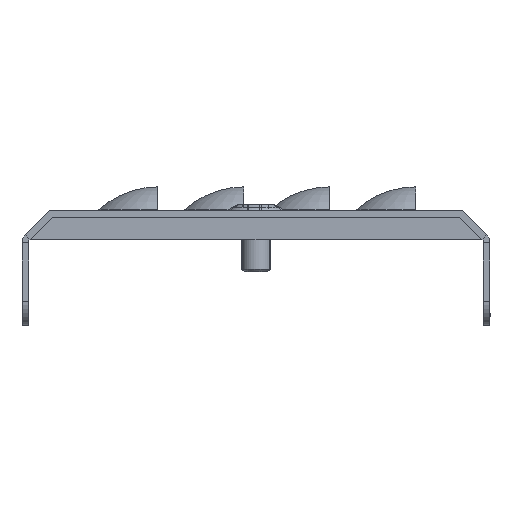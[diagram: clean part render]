
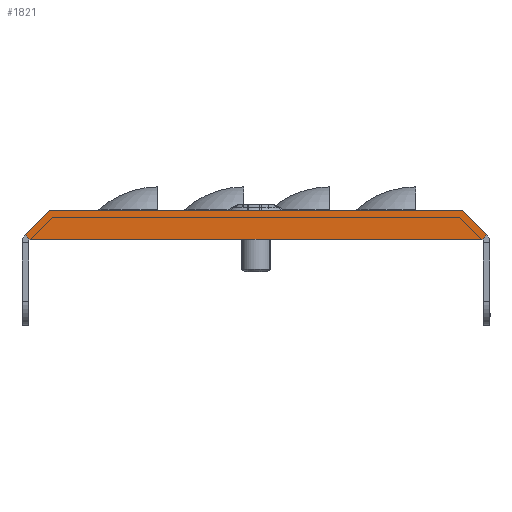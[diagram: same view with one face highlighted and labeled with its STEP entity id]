
A CAD part, left-side view. The second image highlights one B-rep face of the part: STEP entity #1821.
In plain terms, the highlighted planar face has unit normal (-1, 0, 0).
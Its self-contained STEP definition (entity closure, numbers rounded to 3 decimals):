
#432 = ORIENTED_EDGE ( 'NONE', *, *, #2581, .T. ) ;
#1068 = VECTOR ( 'NONE', #5107, 1000. ) ;
#1108 = LINE ( 'NONE', #9767, #11472 ) ;
#1364 = FACE_OUTER_BOUND ( 'NONE', #17974, .T. ) ;
#1716 = VECTOR ( 'NONE', #4554, 1000. ) ;
#1821 = ADVANCED_FACE ( 'NONE', ( #1364 ), #20719, .F. ) ;
#2581 = EDGE_CURVE ( 'NONE', #7503, #11509, #19013, .T. ) ;
#2933 = CARTESIAN_POINT ( 'NONE',  ( -995., -92.356, 0. ) ) ;
#3418 = ORIENTED_EDGE ( 'NONE', *, *, #9758, .T. ) ;
#4066 = VERTEX_POINT ( 'NONE', #9121 ) ;
#4296 = EDGE_CURVE ( 'NONE', #8078, #21077, #17077, .T. ) ;
#4451 = LINE ( 'NONE', #14943, #1716 ) ;
#4554 = DIRECTION ( 'NONE',  ( 0., 1., 0. ) ) ;
#4748 = CARTESIAN_POINT ( 'NONE',  ( -995., -96.249, -6.037 ) ) ;
#5107 = DIRECTION ( 'NONE',  ( 0., -1., 0. ) ) ;
#5172 = ORIENTED_EDGE ( 'NONE', *, *, #4296, .T. ) ;
#5346 = CARTESIAN_POINT ( 'NONE',  ( -995., -0.703, -5.047 ) ) ;
#5919 = VERTEX_POINT ( 'NONE', #2933 ) ;
#6017 = CARTESIAN_POINT ( 'NONE',  ( -995., -1.693, -6.037 ) ) ;
#6712 = CARTESIAN_POINT ( 'NONE',  ( -995., -96.413, -6.037 ) ) ;
#6853 = ORIENTED_EDGE ( 'NONE', *, *, #11657, .T. ) ;
#7465 = CARTESIAN_POINT ( 'NONE',  ( -995., -92.356, 0. ) ) ;
#7503 = VERTEX_POINT ( 'NONE', #4748 ) ;
#7961 = CARTESIAN_POINT ( 'NONE',  ( -995., -5.75, 0. ) ) ;
#8078 = VERTEX_POINT ( 'NONE', #6017 ) ;
#8086 = ORIENTED_EDGE ( 'NONE', *, *, #21032, .T. ) ;
#8201 = DIRECTION ( 'NONE',  ( 0., -1., 0. ) ) ;
#8840 = CARTESIAN_POINT ( 'NONE',  ( -995., -1.857, -6.037 ) ) ;
#9121 = CARTESIAN_POINT ( 'NONE',  ( -995., -97.403, -5.047 ) ) ;
#9184 = DIRECTION ( 'NONE',  ( 0., 0.707, 0.707 ) ) ;
#9210 = EDGE_CURVE ( 'NONE', #21077, #7503, #17347, .T. ) ;
#9720 = CARTESIAN_POINT ( 'NONE',  ( -995., -0.703, -5.047 ) ) ;
#9758 = EDGE_CURVE ( 'NONE', #11509, #4066, #17650, .T. ) ;
#9767 = CARTESIAN_POINT ( 'NONE',  ( -995., -5.75, 0. ) ) ;
#9982 = AXIS2_PLACEMENT_3D ( 'NONE', #17089, #12067, #18901 ) ;
#10014 = CARTESIAN_POINT ( 'NONE',  ( -995., -96.413, -6.037 ) ) ;
#10456 = LINE ( 'NONE', #7465, #22490 ) ;
#10526 = CARTESIAN_POINT ( 'NONE',  ( -995., -49.053, -6.037 ) ) ;
#11360 = DIRECTION ( 'NONE',  ( 0., 0.707, -0.707 ) ) ;
#11472 = VECTOR ( 'NONE', #11360, 1000. ) ;
#11509 = VERTEX_POINT ( 'NONE', #10014 ) ;
#11535 = VECTOR ( 'NONE', #8201, 1000. ) ;
#11657 = EDGE_CURVE ( 'NONE', #20538, #8078, #15716, .T. ) ;
#12067 = DIRECTION ( 'NONE',  ( 1., 0., 0. ) ) ;
#12681 = EDGE_CURVE ( 'NONE', #5919, #13019, #4451, .T. ) ;
#12828 = ORIENTED_EDGE ( 'NONE', *, *, #12681, .T. ) ;
#13019 = VERTEX_POINT ( 'NONE', #7961 ) ;
#14135 = CARTESIAN_POINT ( 'NONE',  ( -995., -96.413, -6.037 ) ) ;
#14943 = CARTESIAN_POINT ( 'NONE',  ( -995., -92.356, 0. ) ) ;
#15409 = DIRECTION ( 'NONE',  ( 0., -1., 0. ) ) ;
#15595 = CARTESIAN_POINT ( 'NONE',  ( -995., -1.693, -6.037 ) ) ;
#15716 = LINE ( 'NONE', #5346, #22435 ) ;
#15796 = VECTOR ( 'NONE', #17884, 1000. ) ;
#17077 = LINE ( 'NONE', #15595, #1068 ) ;
#17089 = CARTESIAN_POINT ( 'NONE',  ( -995., -6.744, -2.4 ) ) ;
#17347 = LINE ( 'NONE', #10526, #21583 ) ;
#17636 = DIRECTION ( 'NONE',  ( 0., -0.707, -0.707 ) ) ;
#17650 = LINE ( 'NONE', #14135, #15796 ) ;
#17884 = DIRECTION ( 'NONE',  ( 0., -0.707, 0.707 ) ) ;
#17974 = EDGE_LOOP ( 'NONE', ( #6853, #5172, #20721, #432, #3418, #8086, #12828, #20045 ) ) ;
#18592 = EDGE_CURVE ( 'NONE', #13019, #20538, #1108, .T. ) ;
#18901 = DIRECTION ( 'NONE',  ( 0., 0., 1. ) ) ;
#19013 = LINE ( 'NONE', #6712, #11535 ) ;
#20045 = ORIENTED_EDGE ( 'NONE', *, *, #18592, .T. ) ;
#20538 = VERTEX_POINT ( 'NONE', #9720 ) ;
#20719 = PLANE ( 'NONE',  #9982 ) ;
#20721 = ORIENTED_EDGE ( 'NONE', *, *, #9210, .T. ) ;
#21032 = EDGE_CURVE ( 'NONE', #4066, #5919, #10456, .T. ) ;
#21077 = VERTEX_POINT ( 'NONE', #8840 ) ;
#21583 = VECTOR ( 'NONE', #15409, 1000. ) ;
#22435 = VECTOR ( 'NONE', #17636, 1000. ) ;
#22490 = VECTOR ( 'NONE', #9184, 1000. ) ;
